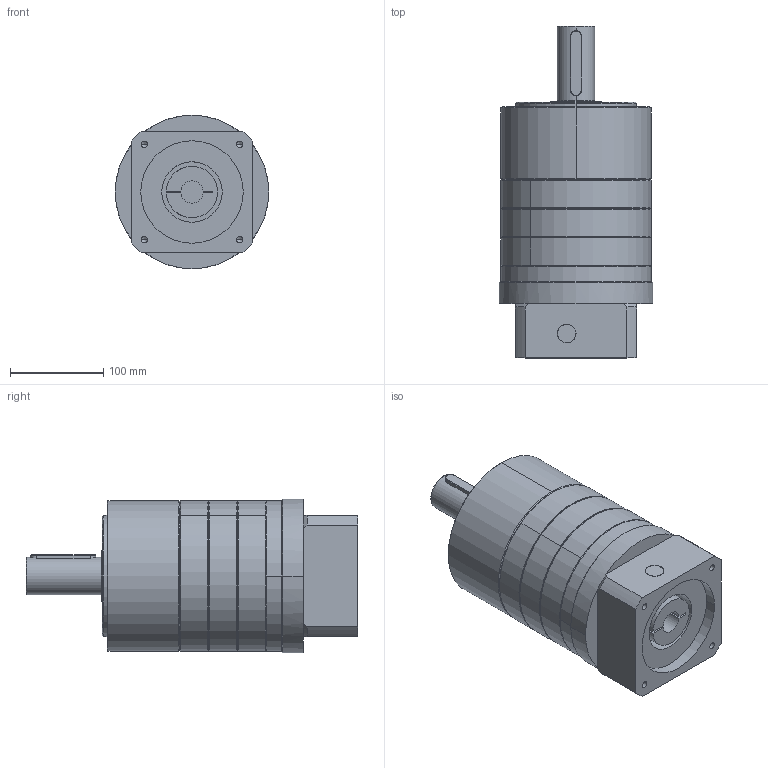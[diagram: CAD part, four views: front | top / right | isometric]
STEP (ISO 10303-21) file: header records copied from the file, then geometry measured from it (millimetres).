
FILE_DESCRIPTION (( 'STEP AP203' ), '1' );
FILE_NAME ('P2E160-L3-130-5.step', '2021-03-14T08:17:49', ( '' ), ( '' ), 'SwSTEP 2.0', 'SolidWorks 2016', '' );
FILE_SCHEMA (( 'CONFIG_CONTROL_DESIGN' ));
Length unit declared in the file: millimetre
Products named in the file (7): 螺塞盖; 160坶踡輸AQA130-56; 160输入级AQA130-13456; P2E160-L3-130-5; 160笢潔撰-L3; 160ヶ儂裔E; 160怀堤粣
Assembly tree (6 placements, depth 2):
  P2E160-L3-130-5
    160怀堤粣
    160笢潔撰-L3
    160输入级AQA130-13456
    160坶踡輸AQA130-56
    螺塞盖
    160ヶ儂裔E
Bounding box: 165 x 356.5 x 165 mm (x, y, z)
Volume: 5301492 mm3; surface area: 314526.9 mm2
Topology: 6 solids, 6 shells, 167 faces, 371 edges, 217 vertices
Faces by surface type: cylinder 68, plane 42, cone 37, torus 20
Entity records: 5616 total; most frequent: CARTESIAN_POINT 1154, DIRECTION 873, ORIENTED_EDGE 706, AXIS2_PLACEMENT_3D 364, EDGE_CURVE 353, VERTEX_POINT 217, EDGE_LOOP 192, CIRCLE 188
